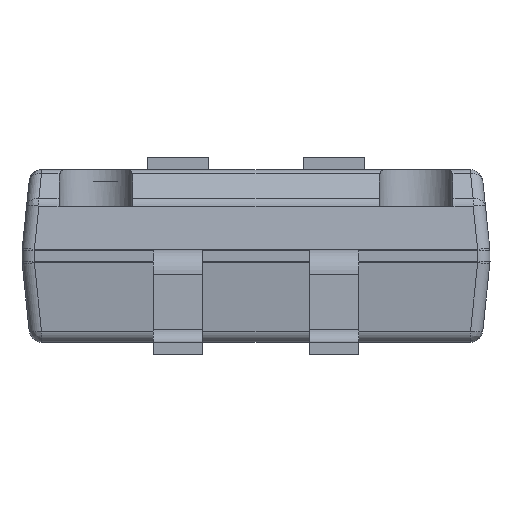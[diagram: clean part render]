
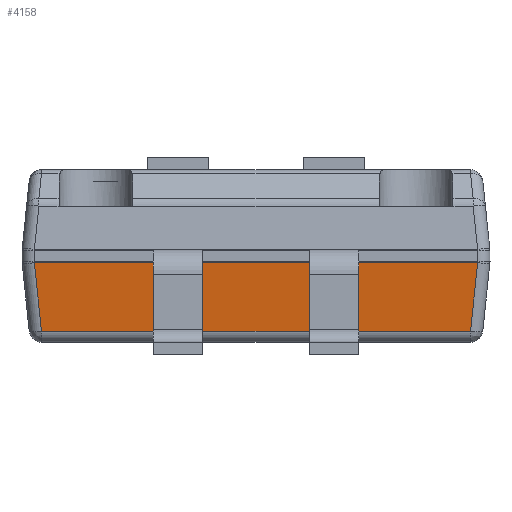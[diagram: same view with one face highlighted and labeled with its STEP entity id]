
A CAD part, left-side view. The second image highlights one B-rep face of the part: STEP entity #4158.
In plain terms, the highlighted planar face has unit normal (-0.995, 0, -0.104).
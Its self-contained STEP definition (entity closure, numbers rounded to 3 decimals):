
#166 = CARTESIAN_POINT ( 'NONE',  ( 0.059, 0.068, 0.19 ) ) ;
#301 = EDGE_LOOP ( 'NONE', ( #8663, #8593, #10356, #3983 ) ) ;
#936 = AXIS2_PLACEMENT_3D ( 'NONE', #8797, #1918, #11703 ) ;
#1093 = EDGE_CURVE ( 'NONE', #12773, #9692, #4230, .T. ) ;
#1366 = DIRECTION ( 'NONE',  ( -0.104, 0.104, 0.989 ) ) ;
#1656 = EDGE_CURVE ( 'NONE', #5747, #6477, #3389, .T. ) ;
#1918 = DIRECTION ( 'NONE',  ( 0.995, 0., 0.105 ) ) ;
#2040 = DIRECTION ( 'NONE',  ( 0.104, 0.104, -0.989 ) ) ;
#3370 = DIRECTION ( 'NONE',  ( 0., 1., 0. ) ) ;
#3389 = LINE ( 'NONE', #8309, #5957 ) ;
#3983 = ORIENTED_EDGE ( 'NONE', *, *, #1093, .F. ) ;
#4158 = ADVANCED_FACE ( 'NONE', ( #11833 ), #7866, .F. ) ;
#4230 = LINE ( 'NONE', #166, #5930 ) ;
#5339 = EDGE_CURVE ( 'NONE', #6477, #12773, #6086, .T. ) ;
#5340 = VECTOR ( 'NONE', #2040, 1000. ) ;
#5747 = VERTEX_POINT ( 'NONE', #11671 ) ;
#5930 = VECTOR ( 'NONE', #3370, 1000. ) ;
#5957 = VECTOR ( 'NONE', #10147, 1000. ) ;
#6086 = LINE ( 'NONE', #8129, #5340 ) ;
#6352 = CARTESIAN_POINT ( 'NONE',  ( 0.059, 3.642, 0.19 ) ) ;
#6477 = VERTEX_POINT ( 'NONE', #9760 ) ;
#7866 = PLANE ( 'NONE',  #936 ) ;
#8070 = EDGE_CURVE ( 'NONE', #9692, #5747, #8308, .T. ) ;
#8129 = CARTESIAN_POINT ( 'NONE',  ( 0.001, 0.1, 0.745 ) ) ;
#8308 = LINE ( 'NONE', #12347, #11535 ) ;
#8309 = CARTESIAN_POINT ( 'NONE',  ( 0.001, 0., 0.745 ) ) ;
#8593 = ORIENTED_EDGE ( 'NONE', *, *, #1656, .F. ) ;
#8663 = ORIENTED_EDGE ( 'NONE', *, *, #5339, .F. ) ;
#8797 = CARTESIAN_POINT ( 'NONE',  ( 0., 0., 0.75 ) ) ;
#9692 = VERTEX_POINT ( 'NONE', #6352 ) ;
#9760 = CARTESIAN_POINT ( 'NONE',  ( 0.001, 0.1, 0.745 ) ) ;
#10147 = DIRECTION ( 'NONE',  ( 0., -1., 0. ) ) ;
#10356 = ORIENTED_EDGE ( 'NONE', *, *, #8070, .F. ) ;
#10627 = CARTESIAN_POINT ( 'NONE',  ( 0.059, 0.158, 0.19 ) ) ;
#11535 = VECTOR ( 'NONE', #1366, 1000. ) ;
#11671 = CARTESIAN_POINT ( 'NONE',  ( 0.001, 3.7, 0.745 ) ) ;
#11703 = DIRECTION ( 'NONE',  ( 0.105, 0., -0.995 ) ) ;
#11833 = FACE_OUTER_BOUND ( 'NONE', #301, .T. ) ;
#12347 = CARTESIAN_POINT ( 'NONE',  ( 0.059, 3.642, 0.19 ) ) ;
#12773 = VERTEX_POINT ( 'NONE', #10627 ) ;
